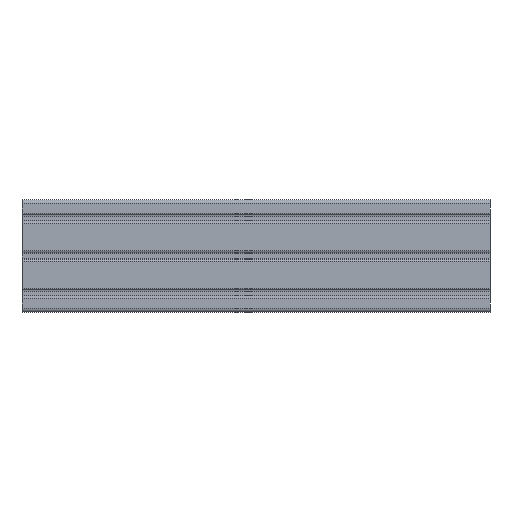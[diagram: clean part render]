
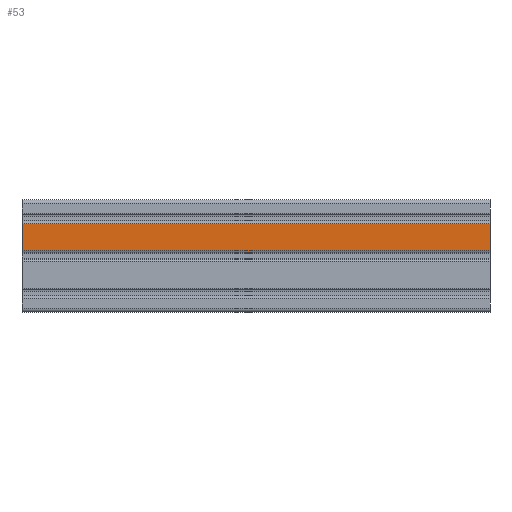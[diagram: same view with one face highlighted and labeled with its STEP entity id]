
A CAD part, front view. The second image highlights one B-rep face of the part: STEP entity #53.
In plain terms, the highlighted planar face has unit normal (0, -1, 0).
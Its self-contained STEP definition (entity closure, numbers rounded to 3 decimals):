
#53 = ADVANCED_FACE ( 'NONE', ( #534 ), #593, .F. ) ;
#116 = VECTOR ( 'NONE', #838, 1000. ) ;
#150 = CARTESIAN_POINT ( 'NONE',  ( 500., -20., 5105.5 ) ) ;
#534 = FACE_OUTER_BOUND ( 'NONE', #4353, .T. ) ;
#568 = VERTEX_POINT ( 'NONE', #1132 ) ;
#593 = PLANE ( 'NONE',  #5472 ) ;
#737 = CARTESIAN_POINT ( 'NONE',  ( 500., -20., 5134.5 ) ) ;
#745 = VECTOR ( 'NONE', #3908, 1000. ) ;
#836 = VERTEX_POINT ( 'NONE', #4980 ) ;
#838 = DIRECTION ( 'NONE',  ( 0., 0., -1. ) ) ;
#961 = LINE ( 'NONE', #4955, #116 ) ;
#1132 = CARTESIAN_POINT ( 'NONE',  ( 0., -20., 5105.5 ) ) ;
#1393 = EDGE_CURVE ( 'NONE', #3739, #568, #5409, .T. ) ;
#1735 = CARTESIAN_POINT ( 'NONE',  ( 500., -20., 5105.5 ) ) ;
#1829 = ORIENTED_EDGE ( 'NONE', *, *, #5701, .F. ) ;
#1911 = DIRECTION ( 'NONE',  ( 0., 1., 0. ) ) ;
#2079 = CARTESIAN_POINT ( 'NONE',  ( 500., -20., 5134.5 ) ) ;
#2114 = DIRECTION ( 'NONE',  ( -1., 0., 0. ) ) ;
#2262 = EDGE_CURVE ( 'NONE', #5604, #836, #4853, .T. ) ;
#2853 = CARTESIAN_POINT ( 'NONE',  ( 500., -20., 5134.5 ) ) ;
#2968 = LINE ( 'NONE', #5742, #745 ) ;
#3192 = EDGE_CURVE ( 'NONE', #836, #568, #961, .T. ) ;
#3333 = DIRECTION ( 'NONE',  ( 0., 0., 1. ) ) ;
#3739 = VERTEX_POINT ( 'NONE', #150 ) ;
#3787 = VECTOR ( 'NONE', #2114, 1000. ) ;
#3799 = ORIENTED_EDGE ( 'NONE', *, *, #3192, .T. ) ;
#3908 = DIRECTION ( 'NONE',  ( 0., 0., -1. ) ) ;
#3956 = VECTOR ( 'NONE', #5753, 1000. ) ;
#4353 = EDGE_LOOP ( 'NONE', ( #3799, #5505, #1829, #5891 ) ) ;
#4853 = LINE ( 'NONE', #737, #3787 ) ;
#4955 = CARTESIAN_POINT ( 'NONE',  ( 0., -20., 5134.5 ) ) ;
#4980 = CARTESIAN_POINT ( 'NONE',  ( 0., -20., 5134.5 ) ) ;
#5409 = LINE ( 'NONE', #1735, #3956 ) ;
#5472 = AXIS2_PLACEMENT_3D ( 'NONE', #2853, #1911, #3333 ) ;
#5505 = ORIENTED_EDGE ( 'NONE', *, *, #1393, .F. ) ;
#5604 = VERTEX_POINT ( 'NONE', #2079 ) ;
#5701 = EDGE_CURVE ( 'NONE', #5604, #3739, #2968, .T. ) ;
#5742 = CARTESIAN_POINT ( 'NONE',  ( 500., -20., 5134.5 ) ) ;
#5753 = DIRECTION ( 'NONE',  ( -1., 0., 0. ) ) ;
#5891 = ORIENTED_EDGE ( 'NONE', *, *, #2262, .T. ) ;
